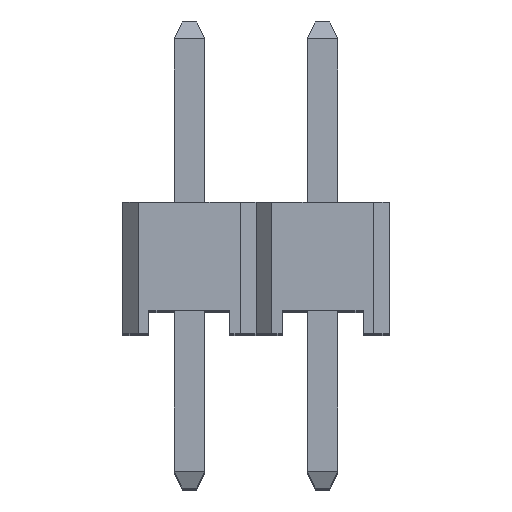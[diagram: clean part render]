
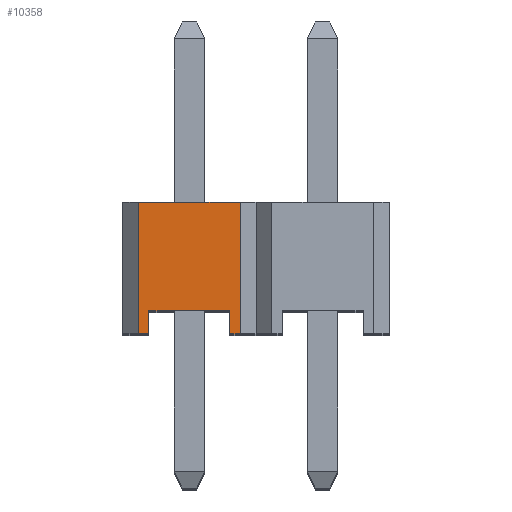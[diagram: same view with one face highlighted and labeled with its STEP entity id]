
A CAD part, top view. The second image highlights one B-rep face of the part: STEP entity #10358.
In plain terms, the highlighted planar face has unit normal (0, 0, 1).
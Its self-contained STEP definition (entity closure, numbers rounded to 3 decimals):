
#528 = VECTOR ( 'NONE', #1937, 1000. ) ;
#578 = CARTESIAN_POINT ( 'NONE',  ( 2.24, 2.5, 20.32 ) ) ;
#821 = CARTESIAN_POINT ( 'NONE',  ( 2.04, 0., 20.32 ) ) ;
#962 = ORIENTED_EDGE ( 'NONE', *, *, #15024, .T. ) ;
#1937 = DIRECTION ( 'NONE',  ( 0., -1., 0. ) ) ;
#2866 = ORIENTED_EDGE ( 'NONE', *, *, #9371, .T. ) ;
#2876 = EDGE_CURVE ( 'NONE', #14256, #23943, #21686, .T. ) ;
#3069 = ORIENTED_EDGE ( 'NONE', *, *, #7234, .F. ) ;
#4168 = LINE ( 'NONE', #17423, #528 ) ;
#4453 = DIRECTION ( 'NONE',  ( 0., -1., 0. ) ) ;
#5617 = VECTOR ( 'NONE', #7934, 1000. ) ;
#5709 = EDGE_CURVE ( 'NONE', #23921, #12668, #19691, .T. ) ;
#5882 = LINE ( 'NONE', #7882, #9478 ) ;
#6122 = DIRECTION ( 'NONE',  ( -1., 0., 0. ) ) ;
#6849 = CARTESIAN_POINT ( 'NONE',  ( 0.5, 0.44, 20.32 ) ) ;
#6904 = VERTEX_POINT ( 'NONE', #11132 ) ;
#7234 = EDGE_CURVE ( 'NONE', #23943, #13280, #8966, .T. ) ;
#7238 = VECTOR ( 'NONE', #24648, 1000. ) ;
#7386 = DIRECTION ( 'NONE',  ( 1., 0., 0. ) ) ;
#7882 = CARTESIAN_POINT ( 'NONE',  ( 0.3, 0., 20.32 ) ) ;
#7934 = DIRECTION ( 'NONE',  ( 1., 0., 0. ) ) ;
#8669 = DIRECTION ( 'NONE',  ( 1., 0., 0. ) ) ;
#8800 = ORIENTED_EDGE ( 'NONE', *, *, #2876, .F. ) ;
#8915 = LINE ( 'NONE', #16250, #18011 ) ;
#8966 = LINE ( 'NONE', #16695, #7238 ) ;
#9371 = EDGE_CURVE ( 'NONE', #6904, #13280, #5882, .T. ) ;
#9478 = VECTOR ( 'NONE', #7386, 1000. ) ;
#10126 = VECTOR ( 'NONE', #21933, 1000. ) ;
#10333 = CARTESIAN_POINT ( 'NONE',  ( 0.5, 0., 20.32 ) ) ;
#10358 = ADVANCED_FACE ( 'NONE', ( #18859 ), #13419, .F. ) ;
#11132 = CARTESIAN_POINT ( 'NONE',  ( 0.3, 0., 20.32 ) ) ;
#11152 = CARTESIAN_POINT ( 'NONE',  ( 0.3, 2.5, 20.32 ) ) ;
#11401 = CARTESIAN_POINT ( 'NONE',  ( 0.3, 2.5, 20.32 ) ) ;
#12668 = VERTEX_POINT ( 'NONE', #16114 ) ;
#13280 = VERTEX_POINT ( 'NONE', #10333 ) ;
#13419 = PLANE ( 'NONE',  #22119 ) ;
#13568 = ORIENTED_EDGE ( 'NONE', *, *, #5709, .T. ) ;
#14256 = VERTEX_POINT ( 'NONE', #20537 ) ;
#14883 = VERTEX_POINT ( 'NONE', #11152 ) ;
#15024 = EDGE_CURVE ( 'NONE', #14256, #23921, #18605, .T. ) ;
#15653 = CARTESIAN_POINT ( 'NONE',  ( 0.3, 0., 20.32 ) ) ;
#15727 = CARTESIAN_POINT ( 'NONE',  ( 0.5, 0.44, 20.32 ) ) ;
#16114 = CARTESIAN_POINT ( 'NONE',  ( 2.24, 0., 20.32 ) ) ;
#16250 = CARTESIAN_POINT ( 'NONE',  ( 0.3, 2.5, 20.32 ) ) ;
#16695 = CARTESIAN_POINT ( 'NONE',  ( 0.5, 0.44, 20.32 ) ) ;
#17338 = DIRECTION ( 'NONE',  ( 0., 0., -1. ) ) ;
#17423 = CARTESIAN_POINT ( 'NONE',  ( 0.3, 2.5, 20.32 ) ) ;
#18011 = VECTOR ( 'NONE', #8669, 1000. ) ;
#18225 = CARTESIAN_POINT ( 'NONE',  ( 2.04, 0.44, 20.32 ) ) ;
#18605 = LINE ( 'NONE', #18225, #10126 ) ;
#18859 = FACE_OUTER_BOUND ( 'NONE', #21747, .T. ) ;
#19691 = LINE ( 'NONE', #15653, #5617 ) ;
#20016 = ORIENTED_EDGE ( 'NONE', *, *, #22397, .F. ) ;
#20537 = CARTESIAN_POINT ( 'NONE',  ( 2.04, 0.44, 20.32 ) ) ;
#20847 = EDGE_CURVE ( 'NONE', #14883, #6904, #4168, .T. ) ;
#21686 = LINE ( 'NONE', #15727, #24951 ) ;
#21747 = EDGE_LOOP ( 'NONE', ( #8800, #962, #13568, #20016, #22441, #23094, #2866, #3069 ) ) ;
#21933 = DIRECTION ( 'NONE',  ( 0., -1., 0. ) ) ;
#22119 = AXIS2_PLACEMENT_3D ( 'NONE', #11401, #17338, #24804 ) ;
#22397 = EDGE_CURVE ( 'NONE', #22790, #12668, #24043, .T. ) ;
#22441 = ORIENTED_EDGE ( 'NONE', *, *, #22730, .F. ) ;
#22730 = EDGE_CURVE ( 'NONE', #14883, #22790, #8915, .T. ) ;
#22790 = VERTEX_POINT ( 'NONE', #23459 ) ;
#23094 = ORIENTED_EDGE ( 'NONE', *, *, #20847, .T. ) ;
#23459 = CARTESIAN_POINT ( 'NONE',  ( 2.24, 2.5, 20.32 ) ) ;
#23921 = VERTEX_POINT ( 'NONE', #821 ) ;
#23943 = VERTEX_POINT ( 'NONE', #6849 ) ;
#24043 = LINE ( 'NONE', #578, #24471 ) ;
#24471 = VECTOR ( 'NONE', #4453, 1000. ) ;
#24648 = DIRECTION ( 'NONE',  ( 0., -1., 0. ) ) ;
#24804 = DIRECTION ( 'NONE',  ( -1., 0., 0. ) ) ;
#24951 = VECTOR ( 'NONE', #6122, 1000. ) ;
